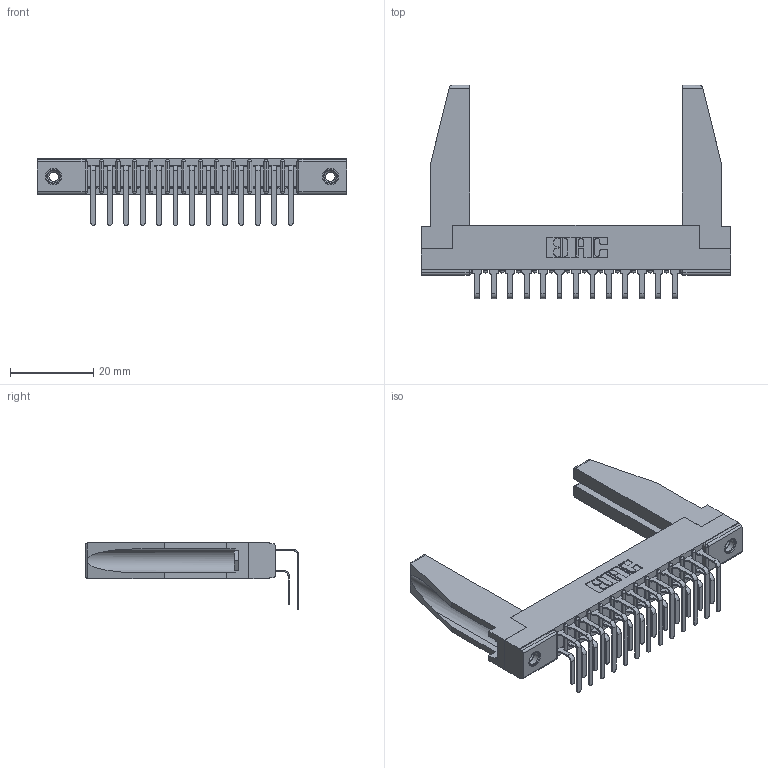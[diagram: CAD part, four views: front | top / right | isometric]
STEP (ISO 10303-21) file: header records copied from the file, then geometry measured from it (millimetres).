
FILE_DESCRIPTION (( 'STEP AP203' ), '1' );
FILE_NAME ('307-013-459-178.STEP', '2020-09-25T13:38:00', ( '' ), ( '' ), 'SwSTEP 2.0', 'SolidWorks 2020', '' );
FILE_SCHEMA (( 'CONFIG_CONTROL_DESIGN' ));
Length unit declared in the file: inch
Products named in the file (6): 307-290-001_558 559 - 1 (Single); 345-250-001_345-250-001-102; 307-220-078; 307 Part_.156 Dia Mounting Holes; 307-013-459-178; 307-290-001_559 - 2 (Single)
Assembly tree (31 placements, depth 2):
  307-013-459-178
    307 Part_.156 Dia Mounting Holes
    307-290-001_558 559 - 1 (Single)  x13
    307-290-001_559 - 2 (Single)  x13
    307-220-078  x2
    345-250-001_345-250-001-102  x2
Bounding box: 74.52 x 51.4 x 16.08 mm (x, y, z)
Volume: 8984.3 mm3; surface area: 12818.8 mm2
Topology: 31 solids, 31 shells, 1562 faces, 4345 edges, 2814 vertices
Faces by surface type: plane 1012, cylinder 506, sphere 28, cone 12, torus 4
Entity records: 19022 total; most frequent: CARTESIAN_POINT 3133, ORIENTED_EDGE 3060, DIRECTION 3034, EDGE_CURVE 1530, VECTOR 1164, LINE 1164, VERTEX_POINT 992, AXIS2_PLACEMENT_3D 935
